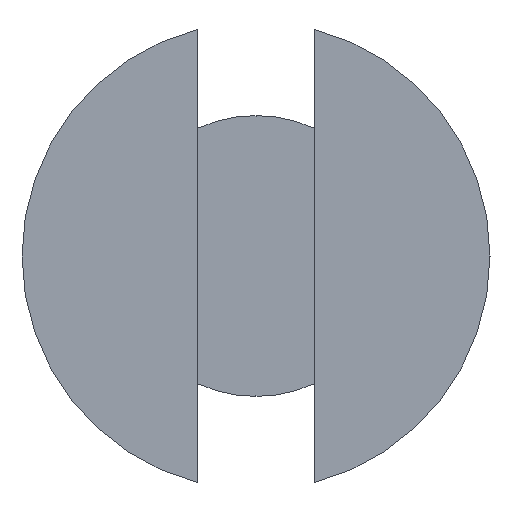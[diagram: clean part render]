
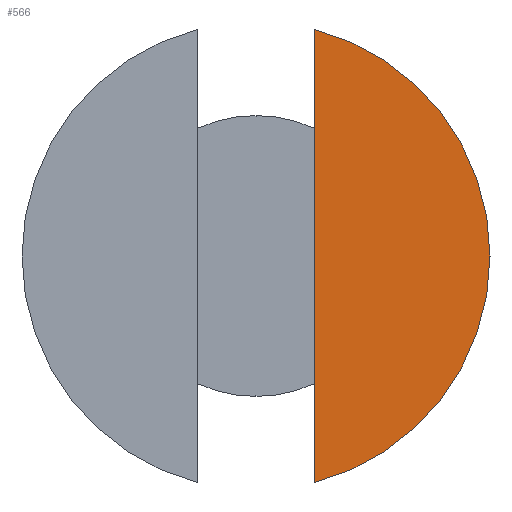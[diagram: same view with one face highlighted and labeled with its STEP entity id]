
A CAD part, left-side view. The second image highlights one B-rep face of the part: STEP entity #566.
In plain terms, the highlighted planar face has unit normal (-1, 0, 0).
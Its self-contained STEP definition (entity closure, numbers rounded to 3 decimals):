
#91 = PLANE ( 'NONE',  #828 ) ;
#106 = CARTESIAN_POINT ( 'NONE',  ( 0., -0.5, -1.936 ) ) ;
#167 = EDGE_LOOP ( 'NONE', ( #323, #1174 ) ) ;
#265 = CARTESIAN_POINT ( 'NONE',  ( 0., -0.5, -2. ) ) ;
#323 = ORIENTED_EDGE ( 'NONE', *, *, #1324, .F. ) ;
#485 = DIRECTION ( 'NONE',  ( 0., 0., 1. ) ) ;
#496 = CARTESIAN_POINT ( 'NONE',  ( 0., 0., 0. ) ) ;
#500 = FACE_OUTER_BOUND ( 'NONE', #167, .T. ) ;
#510 = CARTESIAN_POINT ( 'NONE',  ( 0., 0., 0. ) ) ;
#523 = VERTEX_POINT ( 'NONE', #106 ) ;
#566 = ADVANCED_FACE ( 'NONE', ( #500 ), #91, .T. ) ;
#719 = DIRECTION ( 'NONE',  ( 0., 0., 1. ) ) ;
#803 = VECTOR ( 'NONE', #1321, 1000. ) ;
#828 = AXIS2_PLACEMENT_3D ( 'NONE', #510, #932, #719 ) ;
#932 = DIRECTION ( 'NONE',  ( -1., 0., 0. ) ) ;
#981 = VERTEX_POINT ( 'NONE', #1366 ) ;
#992 = AXIS2_PLACEMENT_3D ( 'NONE', #496, #1141, #485 ) ;
#1141 = DIRECTION ( 'NONE',  ( -1., 0., 0. ) ) ;
#1174 = ORIENTED_EDGE ( 'NONE', *, *, #1361, .T. ) ;
#1235 = CIRCLE ( 'NONE', #992, 2. ) ;
#1312 = LINE ( 'NONE', #265, #803 ) ;
#1321 = DIRECTION ( 'NONE',  ( 0., 0., 1. ) ) ;
#1324 = EDGE_CURVE ( 'NONE', #523, #981, #1312, .T. ) ;
#1361 = EDGE_CURVE ( 'NONE', #523, #981, #1235, .T. ) ;
#1366 = CARTESIAN_POINT ( 'NONE',  ( 0., -0.5, 1.936 ) ) ;
